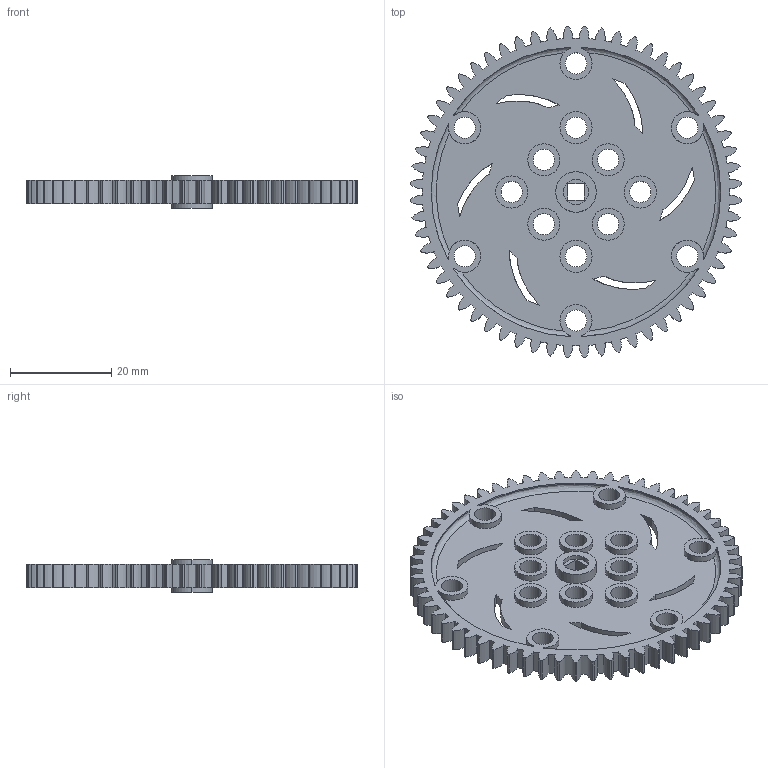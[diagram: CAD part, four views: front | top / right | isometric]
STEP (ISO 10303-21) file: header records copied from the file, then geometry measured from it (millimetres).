
FILE_DESCRIPTION (( 'STEP AP214' ), '1' );
FILE_NAME ('228-2500-215.STEP', '2014-03-06T19:47:33', ( '' ), ( '' ), 'SwSTEP 2.0', 'SolidWorks 2013', '' );
FILE_SCHEMA (( 'AUTOMOTIVE_DESIGN' ));
Length unit declared in the file: millimetre
Products named in the file (1): 228-2500-215
Bounding box: 65.54 x 65.54 x 6.35 mm (x, y, z)
Volume: 7908.6 mm3; surface area: 9828.2 mm2
Topology: 1 solids, 1 shells, 459 faces, 1305 edges, 870 vertices
Faces by surface type: cylinder 383, plane 52, bspline 24
Entity records: 16225 total; most frequent: CARTESIAN_POINT 3659, DIRECTION 2843, ORIENTED_EDGE 2610, EDGE_CURVE 1305, AXIS2_PLACEMENT_3D 1194, VERTEX_POINT 870, CIRCLE 758, EDGE_LOOP 523
